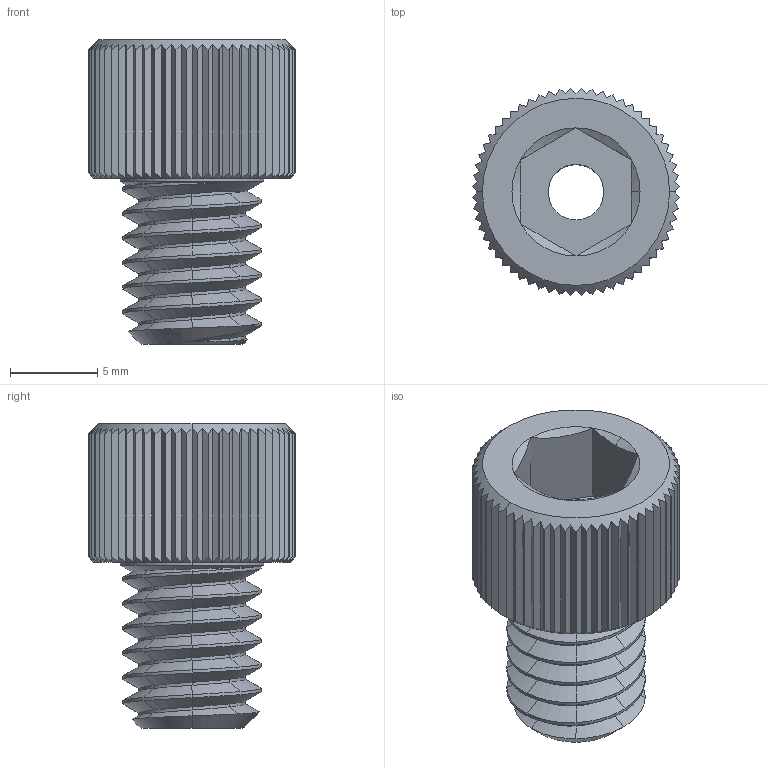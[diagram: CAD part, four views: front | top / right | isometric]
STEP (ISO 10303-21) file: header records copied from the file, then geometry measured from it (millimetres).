
FILE_DESCRIPTION(('CATIA V5 STEP Exchange'),'2;1');
FILE_NAME('92196A576_18-8 Stainless Steel Socket Head Screw.stp','2025-05-01T15:57:34+00:00',('none'),('none'),'CATIA Version 5-6 Release 2019 SP6','CATIA V5 STEP AP203 v1','none');
FILE_SCHEMA(('CONFIG_CONTROL_DESIGN'));
Length unit declared in the file: millimetre
Products named in the file (1): 92196A576_18-8 Stainless Steel Socket Head Screw
Bounding box: 11.89 x 11.89 x 17.46 mm (x, y, z)
Volume: 941.4 mm3; surface area: 1146.5 mm2
Topology: 1 solids, 1 shells, 437 faces, 1040 edges, 607 vertices
Faces by surface type: bspline 157, plane 130, cylinder 77, cone 73
Entity records: 12197 total; most frequent: CARTESIAN_POINT 4922, ORIENTED_EDGE 2080, EDGE_CURVE 1040, DIRECTION 699, VERTEX_POINT 607, EDGE_LOOP 441, ADVANCED_FACE 437, FACE_OUTER_BOUND 437
